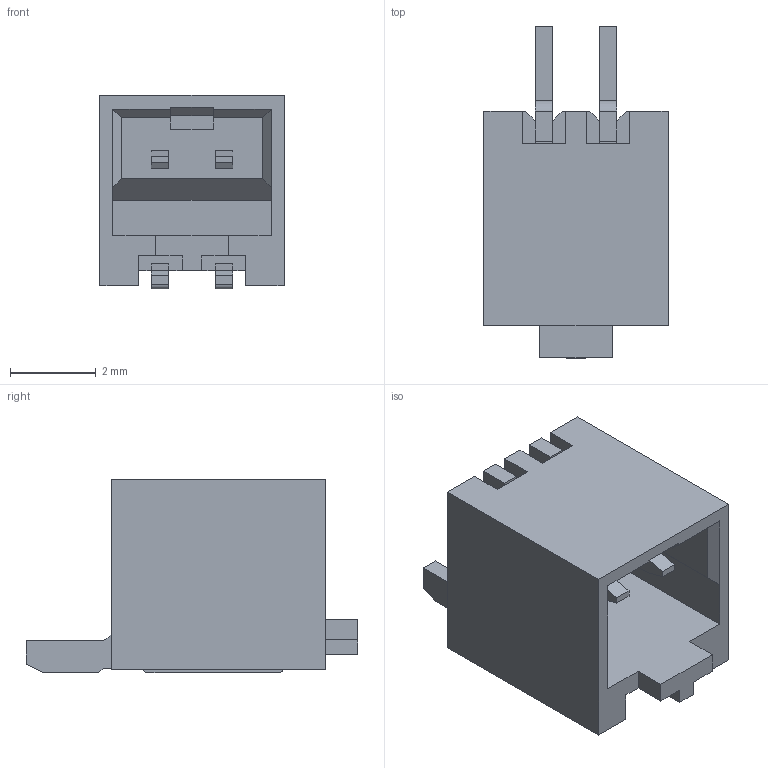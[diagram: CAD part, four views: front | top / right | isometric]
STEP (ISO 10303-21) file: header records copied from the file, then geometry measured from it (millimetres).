
FILE_DESCRIPTION( ( '' ), ' ' );
FILE_NAME( '5a485eda7c44d30ec3ebc18d.step', '2017-12-31T03:51:55', ( '' ), ( '' ), ' ', ' ', ' ' );
FILE_SCHEMA( ( 'AUTOMOTIVE_DESIGN { 1 0 10303 214 1 1 1 1 }' ) );
Length unit declared in the file: metre
Products named in the file (17): Open CASCADE STEP translator 6.8 2; Open CASCADE STEP translator 6.8 1
Bounding box: 4.3 x 7.75 x 4.52 mm (x, y, z)
Volume: 56.9 mm3; surface area: 224.2 mm2
Topology: 1 solids, 1 shells, 129 faces, 391 edges, 280 vertices
Faces by surface type: plane 125, cylinder 4
Entity records: 7500 total; most frequent: CARTESIAN_POINT 817, ORIENTED_EDGE 750, DIRECTION 691, STYLED_ITEM 520, PRESENTATION_STYLE_ASSIGNMENT 520, COLOUR_RGB 520, CURVE_STYLE 391, DRAUGHTING_PRE_DEFINED_CURVE_FONT 391
